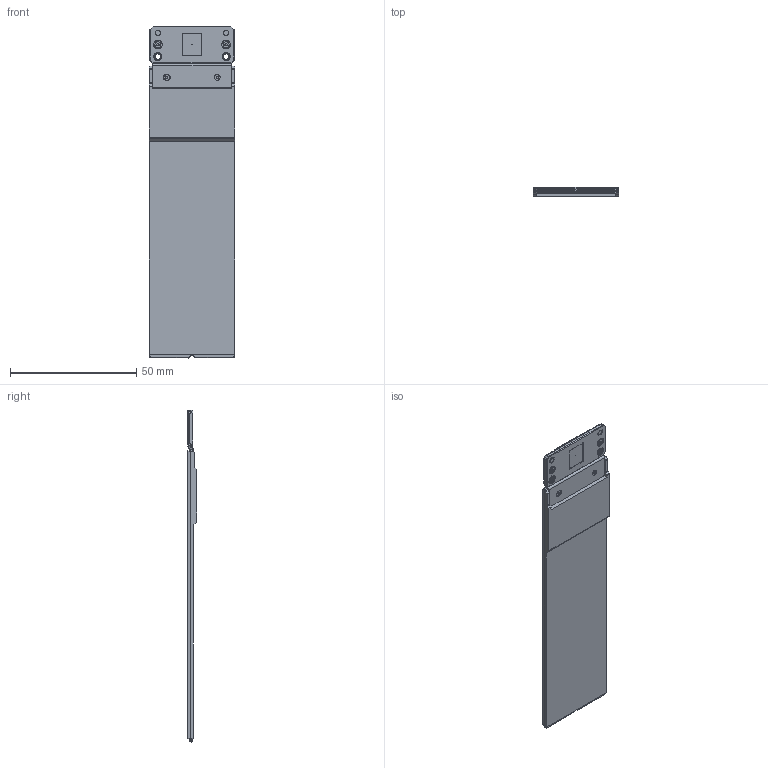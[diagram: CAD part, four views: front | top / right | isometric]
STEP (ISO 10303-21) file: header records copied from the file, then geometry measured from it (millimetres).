
FILE_DESCRIPTION((''),'2;1');
FILE_NAME('IFGP6_C1_ASSY_ASM','2023-02-14T13:45:04',('asus'),(''),'CREO PARAMETRIC BY PTC INC, 2022014','CREO PARAMETRIC BY PTC INC, 2022014','');
FILE_SCHEMA(('CONFIG_CONTROL_DESIGN','SHAPE_APPEARANCE_LAYERS_GROUPS'));
Length unit declared in the file: millimetre
Products named in the file (17): IFGP6_C1_DATUM; IFGP6_C1_COVER_PLATE; IFGP6_C1_SUB_ASSY_ASM; IFGP6_C1_PLATE; IFGP6_C1_PLATE_MYLAR_A; IFGP6_C1_PLATE_MYLAR_B_3D; IFGP6_C1_PLATE_ASSY_ASM; IFGP6_C1_PCB; IFGP6_C1_PCB_PLATE; IFW70_STANDOFF_C_M1P2; IFGP6_C1_PCB_PLATE_ASM; IFGP6_C1_PCB_PLATE_ADHESIVE; IFGP6_C1_PCB_PLATE_ASSY_ASM; IFGP6_C1_PCB_ASSY_ASM; IFW70_SCREW_M1P2_A; C1_DESIGN_SPACE_F_T_LATTICE; IFGP6_C1_ASSY_ASM
Assembly tree (18 placements, depth 5):
  IFGP6_C1_ASSY_ASM
    IFGP6_C1_DATUM
    IFGP6_C1_SUB_ASSY_ASM
      IFGP6_C1_COVER_PLATE
    IFGP6_C1_PLATE_ASSY_ASM
      IFGP6_C1_PLATE
      IFGP6_C1_PLATE_MYLAR_A
      IFGP6_C1_PLATE_MYLAR_B_3D
    IFGP6_C1_PCB_ASSY_ASM
      IFGP6_C1_PCB
      IFGP6_C1_PCB_PLATE_ASSY_ASM
        IFGP6_C1_PCB_PLATE_ASM
          IFGP6_C1_PCB_PLATE
          IFW70_STANDOFF_C_M1P2  x2
        IFGP6_C1_PCB_PLATE_ADHESIVE
    IFW70_SCREW_M1P2_A  x2
    C1_DESIGN_SPACE_F_T_LATTICE
Bounding box: 33.83 x 3.85 x 131.4 mm (x, y, z)
Volume: 10827.3 mm3; surface area: 23045.9 mm2
Topology: 12 solids, 13 shells, 396 faces, 7334 edges, 7070 vertices
Faces by surface type: plane 193, cylinder 171, cone 24, sphere 8
Entity records: 70348 total; most frequent: DIRECTION 8457, CARTESIAN_POINT 8378, VECTOR 6789, LINE 6789, PRESENTATION_STYLE_ASSIGNMENT 6735, STYLED_ITEM 6735, CURVE_STYLE 6699, TRIMMED_CURVE 6238
